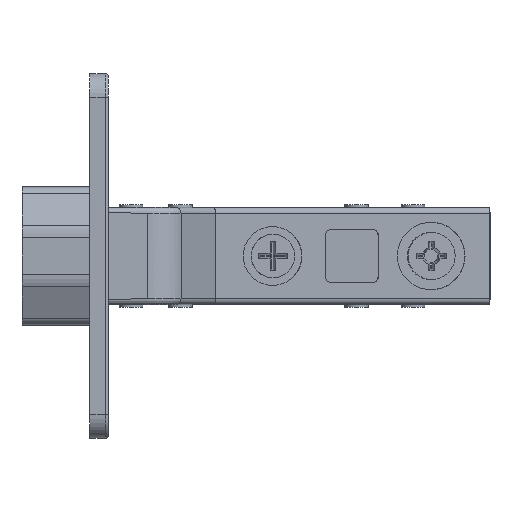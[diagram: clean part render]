
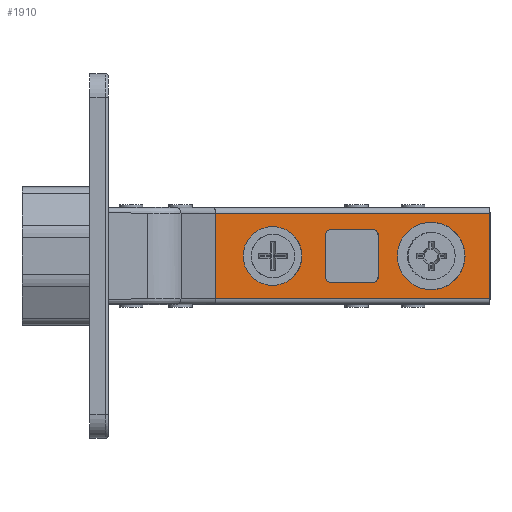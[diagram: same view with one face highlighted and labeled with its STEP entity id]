
A CAD part, front view. The second image highlights one B-rep face of the part: STEP entity #1910.
In plain terms, the highlighted planar face has unit normal (0.043, -0.999, 0).
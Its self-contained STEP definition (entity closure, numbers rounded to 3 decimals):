
#95 = VERTEX_POINT ( 'NONE', #2527 ) ;
#125 = AXIS2_PLACEMENT_3D ( 'NONE', #1763, #3864, #10553 ) ;
#133 = CIRCLE ( 'NONE', #3351, 5.75 ) ;
#238 = CIRCLE ( 'NONE', #3699, 1. ) ;
#306 = EDGE_CURVE ( 'NONE', #2164, #8131, #11021, .T. ) ;
#390 = CARTESIAN_POINT ( 'NONE',  ( -46.629, -2.013, -7.25 ) ) ;
#629 = ORIENTED_EDGE ( 'NONE', *, *, #12284, .T. ) ;
#765 = VERTEX_POINT ( 'NONE', #5748 ) ;
#766 = ORIENTED_EDGE ( 'NONE', *, *, #8095, .T. ) ;
#906 = CARTESIAN_POINT ( 'NONE',  ( -15.735, -0.679, 0. ) ) ;
#971 = EDGE_CURVE ( 'NONE', #6445, #8824, #8310, .T. ) ;
#1027 = CARTESIAN_POINT ( 'NONE',  ( 0., 0., -7.25 ) ) ;
#1036 = FACE_BOUND ( 'NONE', #9431, .T. ) ;
#1145 = DIRECTION ( 'NONE',  ( 0., 0., -1. ) ) ;
#1398 = FACE_BOUND ( 'NONE', #1806, .T. ) ;
#1469 = DIRECTION ( 'NONE',  ( -0.043, 0.999, 0. ) ) ;
#1517 = ORIENTED_EDGE ( 'NONE', *, *, #4227, .T. ) ;
#1763 = CARTESIAN_POINT ( 'NONE',  ( -36.966, -1.596, 0. ) ) ;
#1806 = EDGE_LOOP ( 'NONE', ( #8519, #7414, #3661, #11111, #3075, #1517, #11592, #766 ) ) ;
#1910 = ADVANCED_FACE ( 'NONE', ( #1036, #4572, #2337, #1398 ), #7015, .F. ) ;
#2022 = EDGE_CURVE ( 'NONE', #13347, #11808, #238, .T. ) ;
#2051 = CARTESIAN_POINT ( 'NONE',  ( -26.975, -1.164, 4.5 ) ) ;
#2059 = DIRECTION ( 'NONE',  ( -0.999, -0.043, 0. ) ) ;
#2164 = VERTEX_POINT ( 'NONE', #12572 ) ;
#2337 = FACE_OUTER_BOUND ( 'NONE', #10313, .T. ) ;
#2481 = CARTESIAN_POINT ( 'NONE',  ( -26.975, -1.164, 3.5 ) ) ;
#2527 = CARTESIAN_POINT ( 'NONE',  ( -46.629, -2.013, 7.25 ) ) ;
#2707 = CARTESIAN_POINT ( 'NONE',  ( -19.981, -0.862, -4.5 ) ) ;
#2766 = DIRECTION ( 'NONE',  ( -0.999, -0.043, 0. ) ) ;
#3075 = ORIENTED_EDGE ( 'NONE', *, *, #2022, .T. ) ;
#3093 = VERTEX_POINT ( 'NONE', #11215 ) ;
#3122 = VECTOR ( 'NONE', #8009, 1000. ) ;
#3351 = AXIS2_PLACEMENT_3D ( 'NONE', #8489, #8717, #6403 ) ;
#3471 = CARTESIAN_POINT ( 'NONE',  ( -19.981, -0.862, -4.5 ) ) ;
#3565 = VERTEX_POINT ( 'NONE', #9663 ) ;
#3606 = ORIENTED_EDGE ( 'NONE', *, *, #5501, .T. ) ;
#3625 = CIRCLE ( 'NONE', #5210, 5.75 ) ;
#3630 = DIRECTION ( 'NONE',  ( -0.043, 0.999, 0. ) ) ;
#3661 = ORIENTED_EDGE ( 'NONE', *, *, #7289, .T. ) ;
#3696 = ORIENTED_EDGE ( 'NONE', *, *, #12076, .T. ) ;
#3699 = AXIS2_PLACEMENT_3D ( 'NONE', #2481, #6888, #10185 ) ;
#3862 = AXIS2_PLACEMENT_3D ( 'NONE', #9839, #13949, #2059 ) ;
#3864 = DIRECTION ( 'NONE',  ( -0.043, 0.999, 0. ) ) ;
#3978 = CARTESIAN_POINT ( 'NONE',  ( -9.991, -0.431, 0. ) ) ;
#4080 = CARTESIAN_POINT ( 'NONE',  ( -19.981, -0.862, 4.5 ) ) ;
#4227 = EDGE_CURVE ( 'NONE', #11808, #6445, #7612, .T. ) ;
#4401 = ORIENTED_EDGE ( 'NONE', *, *, #8032, .T. ) ;
#4493 = VECTOR ( 'NONE', #7577, 1000. ) ;
#4504 = AXIS2_PLACEMENT_3D ( 'NONE', #5844, #3630, #8292 ) ;
#4546 = EDGE_CURVE ( 'NONE', #8957, #8297, #7475, .T. ) ;
#4572 = FACE_BOUND ( 'NONE', #11653, .T. ) ;
#4860 = CARTESIAN_POINT ( 'NONE',  ( -19.981, -0.862, 3.5 ) ) ;
#4973 = ORIENTED_EDGE ( 'NONE', *, *, #7051, .T. ) ;
#5210 = AXIS2_PLACEMENT_3D ( 'NONE', #3978, #8243, #2766 ) ;
#5243 = CARTESIAN_POINT ( 'NONE',  ( 0., 0., 8.25 ) ) ;
#5345 = DIRECTION ( 'NONE',  ( 0., 0., -1. ) ) ;
#5501 = EDGE_CURVE ( 'NONE', #8297, #8957, #11911, .T. ) ;
#5642 = CARTESIAN_POINT ( 'NONE',  ( 0., 0., -7.25 ) ) ;
#5691 = AXIS2_PLACEMENT_3D ( 'NONE', #12885, #10705, #9634 ) ;
#5748 = CARTESIAN_POINT ( 'NONE',  ( -18.982, -0.819, -3.5 ) ) ;
#5799 = EDGE_CURVE ( 'NONE', #765, #10708, #9153, .T. ) ;
#5844 = CARTESIAN_POINT ( 'NONE',  ( -26.975, -1.164, -3.5 ) ) ;
#6322 = VECTOR ( 'NONE', #10253, 1000. ) ;
#6403 = DIRECTION ( 'NONE',  ( -0.999, -0.043, 0. ) ) ;
#6445 = VERTEX_POINT ( 'NONE', #9173 ) ;
#6474 = CARTESIAN_POINT ( 'NONE',  ( -31.97, -1.38, 0. ) ) ;
#6888 = DIRECTION ( 'NONE',  ( -0.043, 0.999, 0. ) ) ;
#7015 = PLANE ( 'NONE',  #7351 ) ;
#7051 = EDGE_CURVE ( 'NONE', #95, #7356, #13930, .T. ) ;
#7162 = AXIS2_PLACEMENT_3D ( 'NONE', #4860, #1469, #13522 ) ;
#7289 = EDGE_CURVE ( 'NONE', #8391, #3093, #8877, .T. ) ;
#7351 = AXIS2_PLACEMENT_3D ( 'NONE', #11423, #11351, #9110 ) ;
#7356 = VERTEX_POINT ( 'NONE', #390 ) ;
#7364 = DIRECTION ( 'NONE',  ( 0., 0., -1. ) ) ;
#7414 = ORIENTED_EDGE ( 'NONE', *, *, #13674, .T. ) ;
#7475 = CIRCLE ( 'NONE', #125, 5. ) ;
#7505 = CARTESIAN_POINT ( 'NONE',  ( -46.629, -2.013, 7.25 ) ) ;
#7577 = DIRECTION ( 'NONE',  ( -0.999, -0.043, 0. ) ) ;
#7612 = LINE ( 'NONE', #4080, #13000 ) ;
#7648 = ORIENTED_EDGE ( 'NONE', *, *, #4546, .T. ) ;
#8009 = DIRECTION ( 'NONE',  ( -0.999, -0.043, 0. ) ) ;
#8032 = EDGE_CURVE ( 'NONE', #10126, #3565, #3625, .T. ) ;
#8095 = EDGE_CURVE ( 'NONE', #8824, #765, #10825, .T. ) ;
#8131 = VERTEX_POINT ( 'NONE', #1027 ) ;
#8164 = VECTOR ( 'NONE', #10838, 1000. ) ;
#8243 = DIRECTION ( 'NONE',  ( -0.043, 0.999, 0. ) ) ;
#8292 = DIRECTION ( 'NONE',  ( -0.999, -0.043, 0. ) ) ;
#8297 = VERTEX_POINT ( 'NONE', #11051 ) ;
#8310 = CIRCLE ( 'NONE', #7162, 1. ) ;
#8391 = VERTEX_POINT ( 'NONE', #11343 ) ;
#8422 = VECTOR ( 'NONE', #7364, 1000. ) ;
#8489 = CARTESIAN_POINT ( 'NONE',  ( -9.991, -0.431, 0. ) ) ;
#8519 = ORIENTED_EDGE ( 'NONE', *, *, #5799, .T. ) ;
#8520 = CARTESIAN_POINT ( 'NONE',  ( -18.982, -0.819, 3.5 ) ) ;
#8686 = LINE ( 'NONE', #12228, #8164 ) ;
#8717 = DIRECTION ( 'NONE',  ( -0.043, 0.999, 0. ) ) ;
#8824 = VERTEX_POINT ( 'NONE', #9287 ) ;
#8877 = CIRCLE ( 'NONE', #4504, 1. ) ;
#8951 = LINE ( 'NONE', #3471, #3122 ) ;
#8957 = VERTEX_POINT ( 'NONE', #6474 ) ;
#9110 = DIRECTION ( 'NONE',  ( -0.999, -0.043, 0. ) ) ;
#9153 = CIRCLE ( 'NONE', #3862, 1. ) ;
#9173 = CARTESIAN_POINT ( 'NONE',  ( -19.981, -0.862, 4.5 ) ) ;
#9287 = CARTESIAN_POINT ( 'NONE',  ( -18.982, -0.819, 3.5 ) ) ;
#9374 = VECTOR ( 'NONE', #5345, 1000. ) ;
#9431 = EDGE_LOOP ( 'NONE', ( #9669, #4401 ) ) ;
#9571 = ORIENTED_EDGE ( 'NONE', *, *, #306, .F. ) ;
#9634 = DIRECTION ( 'NONE',  ( -0.999, -0.043, 0. ) ) ;
#9663 = CARTESIAN_POINT ( 'NONE',  ( -4.246, -0.183, 0. ) ) ;
#9669 = ORIENTED_EDGE ( 'NONE', *, *, #9794, .T. ) ;
#9745 = CARTESIAN_POINT ( 'NONE',  ( -46.629, -2.013, 8.25 ) ) ;
#9794 = EDGE_CURVE ( 'NONE', #3565, #10126, #133, .T. ) ;
#9839 = CARTESIAN_POINT ( 'NONE',  ( -19.981, -0.862, -3.5 ) ) ;
#10126 = VERTEX_POINT ( 'NONE', #906 ) ;
#10185 = DIRECTION ( 'NONE',  ( 0.999, 0.043, 0. ) ) ;
#10253 = DIRECTION ( 'NONE',  ( 0.999, 0.043, 0. ) ) ;
#10313 = EDGE_LOOP ( 'NONE', ( #9571, #629, #4973, #3696 ) ) ;
#10553 = DIRECTION ( 'NONE',  ( -0.999, -0.043, 0. ) ) ;
#10705 = DIRECTION ( 'NONE',  ( -0.043, 0.999, 0. ) ) ;
#10708 = VERTEX_POINT ( 'NONE', #2707 ) ;
#10825 = LINE ( 'NONE', #8520, #9374 ) ;
#10838 = DIRECTION ( 'NONE',  ( 0., 0., 1. ) ) ;
#11021 = LINE ( 'NONE', #5243, #14083 ) ;
#11051 = CARTESIAN_POINT ( 'NONE',  ( -41.961, -1.811, 0. ) ) ;
#11111 = ORIENTED_EDGE ( 'NONE', *, *, #13011, .T. ) ;
#11215 = CARTESIAN_POINT ( 'NONE',  ( -27.974, -1.207, -3.5 ) ) ;
#11343 = CARTESIAN_POINT ( 'NONE',  ( -26.975, -1.164, -4.5 ) ) ;
#11351 = DIRECTION ( 'NONE',  ( -0.043, 0.999, 0. ) ) ;
#11423 = CARTESIAN_POINT ( 'NONE',  ( 0., 0., 8.25 ) ) ;
#11592 = ORIENTED_EDGE ( 'NONE', *, *, #971, .T. ) ;
#11653 = EDGE_LOOP ( 'NONE', ( #7648, #3606 ) ) ;
#11700 = CARTESIAN_POINT ( 'NONE',  ( -27.974, -1.207, 3.5 ) ) ;
#11808 = VERTEX_POINT ( 'NONE', #2051 ) ;
#11911 = CIRCLE ( 'NONE', #5691, 5. ) ;
#12076 = EDGE_CURVE ( 'NONE', #7356, #8131, #12223, .T. ) ;
#12223 = LINE ( 'NONE', #5642, #6322 ) ;
#12228 = CARTESIAN_POINT ( 'NONE',  ( -27.974, -1.207, 3.5 ) ) ;
#12284 = EDGE_CURVE ( 'NONE', #2164, #95, #13071, .T. ) ;
#12572 = CARTESIAN_POINT ( 'NONE',  ( 0., 0., 7.25 ) ) ;
#12885 = CARTESIAN_POINT ( 'NONE',  ( -36.966, -1.596, 0. ) ) ;
#13000 = VECTOR ( 'NONE', #13174, 1000. ) ;
#13011 = EDGE_CURVE ( 'NONE', #3093, #13347, #8686, .T. ) ;
#13071 = LINE ( 'NONE', #7505, #4493 ) ;
#13174 = DIRECTION ( 'NONE',  ( 0.999, 0.043, 0. ) ) ;
#13347 = VERTEX_POINT ( 'NONE', #11700 ) ;
#13522 = DIRECTION ( 'NONE',  ( -0.999, -0.043, 0. ) ) ;
#13674 = EDGE_CURVE ( 'NONE', #10708, #8391, #8951, .T. ) ;
#13930 = LINE ( 'NONE', #9745, #8422 ) ;
#13949 = DIRECTION ( 'NONE',  ( -0.043, 0.999, 0. ) ) ;
#14083 = VECTOR ( 'NONE', #1145, 1000. ) ;
